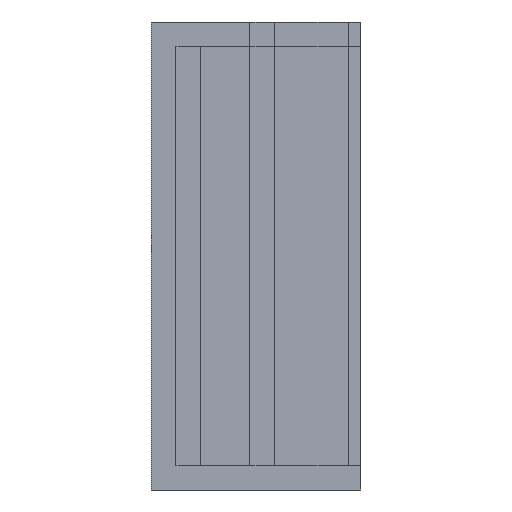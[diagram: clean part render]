
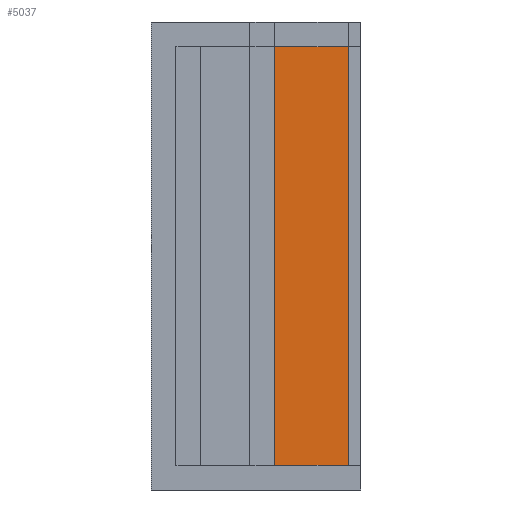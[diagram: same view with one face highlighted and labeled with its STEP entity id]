
A CAD part, left-side view. The second image highlights one B-rep face of the part: STEP entity #5037.
In plain terms, the highlighted planar face has unit normal (-1, 0, 0).
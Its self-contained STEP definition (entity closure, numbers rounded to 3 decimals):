
#1865 = PLANE('',#1866);
#1866 = AXIS2_PLACEMENT_3D('',#1867,#1868,#1869);
#1867 = CARTESIAN_POINT('',(0.,170.,0.));
#1868 = DIRECTION('',(1.,0.,-0.));
#1869 = DIRECTION('',(0.,-1.,0.));
#1921 = PLANE('',#1922);
#1922 = AXIS2_PLACEMENT_3D('',#1923,#1924,#1925);
#1923 = CARTESIAN_POINT('',(55.769,55.769,20.));
#1924 = DIRECTION('',(-0.,-0.,-1.));
#1925 = DIRECTION('',(-1.,0.,0.));
#2001 = PLANE('',#2002);
#2002 = AXIS2_PLACEMENT_3D('',#2003,#2004,#2005);
#2003 = CARTESIAN_POINT('',(55.769,55.769,360.));
#2004 = DIRECTION('',(-0.,-0.,-1.));
#2005 = DIRECTION('',(-1.,0.,0.));
#2914 = PLANE('',#2915);
#2915 = AXIS2_PLACEMENT_3D('',#2916,#2917,#2918);
#2916 = CARTESIAN_POINT('',(0.,170.,0.));
#2917 = DIRECTION('',(1.,0.,-0.));
#2918 = DIRECTION('',(0.,-1.,0.));
#3328 = VERTEX_POINT('',#3329);
#3329 = CARTESIAN_POINT('',(0.,10.,360.));
#3350 = EDGE_CURVE('',#3328,#3351,#3353,.T.);
#3351 = VERTEX_POINT('',#3352);
#3352 = CARTESIAN_POINT('',(0.,70.,360.));
#3353 = SURFACE_CURVE('',#3354,(#3358,#3365),.PCURVE_S1.);
#3354 = LINE('',#3355,#3356);
#3355 = CARTESIAN_POINT('',(0.,0.,360.));
#3356 = VECTOR('',#3357,1.);
#3357 = DIRECTION('',(0.,1.,0.));
#3358 = PCURVE('',#2001,#3359);
#3359 = DEFINITIONAL_REPRESENTATION('',(#3360),#3364);
#3360 = LINE('',#3361,#3362);
#3361 = CARTESIAN_POINT('',(55.769,-55.769));
#3362 = VECTOR('',#3363,1.);
#3363 = DIRECTION('',(0.,1.));
#3364 = ( GEOMETRIC_REPRESENTATION_CONTEXT(2) 
PARAMETRIC_REPRESENTATION_CONTEXT() REPRESENTATION_CONTEXT('2D SPACE',''
  ) );
#3365 = PCURVE('',#2914,#3366);
#3366 = DEFINITIONAL_REPRESENTATION('',(#3367),#3371);
#3367 = LINE('',#3368,#3369);
#3368 = CARTESIAN_POINT('',(170.,-360.));
#3369 = VECTOR('',#3370,1.);
#3370 = DIRECTION('',(-1.,0.));
#3371 = ( GEOMETRIC_REPRESENTATION_CONTEXT(2) 
PARAMETRIC_REPRESENTATION_CONTEXT() REPRESENTATION_CONTEXT('2D SPACE',''
  ) );
#3708 = VERTEX_POINT('',#3709);
#3709 = CARTESIAN_POINT('',(0.,10.,20.));
#3730 = EDGE_CURVE('',#3708,#3731,#3733,.T.);
#3731 = VERTEX_POINT('',#3732);
#3732 = CARTESIAN_POINT('',(0.,70.,20.));
#3733 = SURFACE_CURVE('',#3734,(#3738,#3745),.PCURVE_S1.);
#3734 = LINE('',#3735,#3736);
#3735 = CARTESIAN_POINT('',(0.,0.,20.));
#3736 = VECTOR('',#3737,1.);
#3737 = DIRECTION('',(0.,1.,0.));
#3738 = PCURVE('',#1921,#3739);
#3739 = DEFINITIONAL_REPRESENTATION('',(#3740),#3744);
#3740 = LINE('',#3741,#3742);
#3741 = CARTESIAN_POINT('',(55.769,-55.769));
#3742 = VECTOR('',#3743,1.);
#3743 = DIRECTION('',(0.,1.));
#3744 = ( GEOMETRIC_REPRESENTATION_CONTEXT(2) 
PARAMETRIC_REPRESENTATION_CONTEXT() REPRESENTATION_CONTEXT('2D SPACE',''
  ) );
#3745 = PCURVE('',#1865,#3746);
#3746 = DEFINITIONAL_REPRESENTATION('',(#3747),#3751);
#3747 = LINE('',#3748,#3749);
#3748 = CARTESIAN_POINT('',(170.,-20.));
#3749 = VECTOR('',#3750,1.);
#3750 = DIRECTION('',(-1.,0.));
#3751 = ( GEOMETRIC_REPRESENTATION_CONTEXT(2) 
PARAMETRIC_REPRESENTATION_CONTEXT() REPRESENTATION_CONTEXT('2D SPACE',''
  ) );
#4991 = PLANE('',#4992);
#4992 = AXIS2_PLACEMENT_3D('',#4993,#4994,#4995);
#4993 = CARTESIAN_POINT('',(0.,70.,20.));
#4994 = DIRECTION('',(-0.,1.,0.));
#4995 = DIRECTION('',(0.,0.,1.));
#5011 = EDGE_CURVE('',#3731,#3351,#5012,.T.);
#5012 = SURFACE_CURVE('',#5013,(#5017,#5024),.PCURVE_S1.);
#5013 = LINE('',#5014,#5015);
#5014 = CARTESIAN_POINT('',(0.,70.,20.));
#5015 = VECTOR('',#5016,1.);
#5016 = DIRECTION('',(0.,0.,1.));
#5017 = PCURVE('',#4991,#5018);
#5018 = DEFINITIONAL_REPRESENTATION('',(#5019),#5023);
#5019 = LINE('',#5020,#5021);
#5020 = CARTESIAN_POINT('',(0.,0.));
#5021 = VECTOR('',#5022,1.);
#5022 = DIRECTION('',(1.,0.));
#5023 = ( GEOMETRIC_REPRESENTATION_CONTEXT(2) 
PARAMETRIC_REPRESENTATION_CONTEXT() REPRESENTATION_CONTEXT('2D SPACE',''
  ) );
#5024 = PCURVE('',#5025,#5030);
#5025 = PLANE('',#5026);
#5026 = AXIS2_PLACEMENT_3D('',#5027,#5028,#5029);
#5027 = CARTESIAN_POINT('',(0.,170.,0.));
#5028 = DIRECTION('',(1.,0.,-0.));
#5029 = DIRECTION('',(0.,-1.,0.));
#5030 = DEFINITIONAL_REPRESENTATION('',(#5031),#5035);
#5031 = LINE('',#5032,#5033);
#5032 = CARTESIAN_POINT('',(100.,-20.));
#5033 = VECTOR('',#5034,1.);
#5034 = DIRECTION('',(0.,-1.));
#5035 = ( GEOMETRIC_REPRESENTATION_CONTEXT(2) 
PARAMETRIC_REPRESENTATION_CONTEXT() REPRESENTATION_CONTEXT('2D SPACE',''
  ) );
#5037 = ADVANCED_FACE('',(#5038),#5025,.F.);
#5038 = FACE_BOUND('',#5039,.F.);
#5039 = EDGE_LOOP('',(#5040,#5066,#5067,#5068));
#5040 = ORIENTED_EDGE('',*,*,#5041,.F.);
#5041 = EDGE_CURVE('',#3708,#3328,#5042,.T.);
#5042 = SURFACE_CURVE('',#5043,(#5047,#5054),.PCURVE_S1.);
#5043 = LINE('',#5044,#5045);
#5044 = CARTESIAN_POINT('',(0.,10.,20.));
#5045 = VECTOR('',#5046,1.);
#5046 = DIRECTION('',(0.,0.,1.));
#5047 = PCURVE('',#5025,#5048);
#5048 = DEFINITIONAL_REPRESENTATION('',(#5049),#5053);
#5049 = LINE('',#5050,#5051);
#5050 = CARTESIAN_POINT('',(160.,-20.));
#5051 = VECTOR('',#5052,1.);
#5052 = DIRECTION('',(0.,-1.));
#5053 = ( GEOMETRIC_REPRESENTATION_CONTEXT(2) 
PARAMETRIC_REPRESENTATION_CONTEXT() REPRESENTATION_CONTEXT('2D SPACE',''
  ) );
#5054 = PCURVE('',#5055,#5060);
#5055 = PLANE('',#5056);
#5056 = AXIS2_PLACEMENT_3D('',#5057,#5058,#5059);
#5057 = CARTESIAN_POINT('',(0.,10.,20.));
#5058 = DIRECTION('',(-0.,1.,0.));
#5059 = DIRECTION('',(0.,0.,1.));
#5060 = DEFINITIONAL_REPRESENTATION('',(#5061),#5065);
#5061 = LINE('',#5062,#5063);
#5062 = CARTESIAN_POINT('',(0.,0.));
#5063 = VECTOR('',#5064,1.);
#5064 = DIRECTION('',(1.,0.));
#5065 = ( GEOMETRIC_REPRESENTATION_CONTEXT(2) 
PARAMETRIC_REPRESENTATION_CONTEXT() REPRESENTATION_CONTEXT('2D SPACE',''
  ) );
#5066 = ORIENTED_EDGE('',*,*,#3730,.T.);
#5067 = ORIENTED_EDGE('',*,*,#5011,.T.);
#5068 = ORIENTED_EDGE('',*,*,#3350,.F.);
